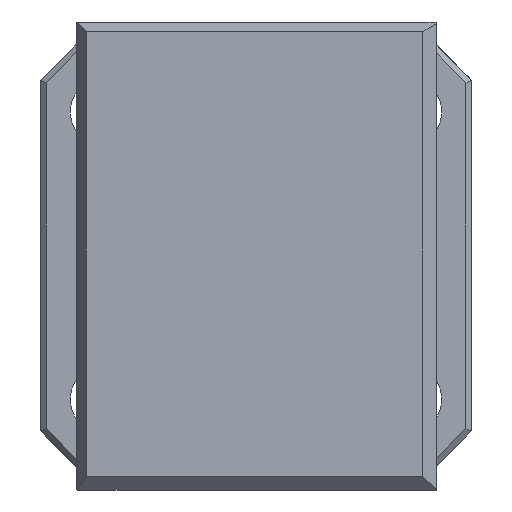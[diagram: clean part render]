
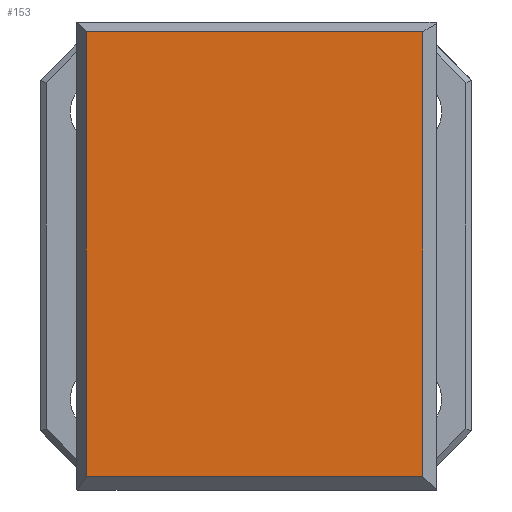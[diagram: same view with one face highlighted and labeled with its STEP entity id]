
A CAD part, left-side view. The second image highlights one B-rep face of the part: STEP entity #153.
In plain terms, the highlighted planar face has unit normal (-1, 0, 0).
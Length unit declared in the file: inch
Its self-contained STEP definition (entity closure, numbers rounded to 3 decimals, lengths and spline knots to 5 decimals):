
#23 = LINE ( 'NONE', #831, #1467 ) ;
#59 = VERTEX_POINT ( 'NONE', #417 ) ;
#153 = ADVANCED_FACE ( 'NONE', ( #1222 ), #687, .T. ) ;
#177 = DIRECTION ( 'NONE',  ( 0., 1., 0. ) ) ;
#197 = AXIS2_PLACEMENT_3D ( 'NONE', #918, #787, #826 ) ;
#261 = ORIENTED_EDGE ( 'NONE', *, *, #1364, .T. ) ;
#346 = ORIENTED_EDGE ( 'NONE', *, *, #1074, .T. ) ;
#417 = CARTESIAN_POINT ( 'NONE',  ( -1.01, -0.29, -0.384 ) ) ;
#431 = DIRECTION ( 'NONE',  ( 0., 0., 1. ) ) ;
#451 = VERTEX_POINT ( 'NONE', #792 ) ;
#533 = DIRECTION ( 'NONE',  ( 0., -1., 0. ) ) ;
#638 = LINE ( 'NONE', #783, #685 ) ;
#685 = VECTOR ( 'NONE', #431, 39.37008 ) ;
#687 = PLANE ( 'NONE',  #197 ) ;
#731 = VERTEX_POINT ( 'NONE', #828 ) ;
#783 = CARTESIAN_POINT ( 'NONE',  ( -1.01, -0.29, 0. ) ) ;
#787 = DIRECTION ( 'NONE',  ( -1., 0., 0. ) ) ;
#792 = CARTESIAN_POINT ( 'NONE',  ( -1.01, -0.29, 0.38951 ) ) ;
#826 = DIRECTION ( 'NONE',  ( 0., 0., 1. ) ) ;
#828 = CARTESIAN_POINT ( 'NONE',  ( -1.01, 0.29511, -0.384 ) ) ;
#831 = CARTESIAN_POINT ( 'NONE',  ( -1.01, 0.29511, -0.414 ) ) ;
#845 = DIRECTION ( 'NONE',  ( 0., 0., -1. ) ) ;
#890 = CARTESIAN_POINT ( 'NONE',  ( -1.01, 0.32, 0.38951 ) ) ;
#918 = CARTESIAN_POINT ( 'NONE',  ( -1.01, 0., 0. ) ) ;
#1068 = ORIENTED_EDGE ( 'NONE', *, *, #1225, .T. ) ;
#1074 = EDGE_CURVE ( 'NONE', #451, #1453, #1377, .T. ) ;
#1222 = FACE_OUTER_BOUND ( 'NONE', #1452, .T. ) ;
#1225 = EDGE_CURVE ( 'NONE', #1453, #731, #23, .T. ) ;
#1270 = ORIENTED_EDGE ( 'NONE', *, *, #1418, .T. ) ;
#1321 = CARTESIAN_POINT ( 'NONE',  ( -1.01, 0., -0.384 ) ) ;
#1341 = VECTOR ( 'NONE', #177, 39.37008 ) ;
#1364 = EDGE_CURVE ( 'NONE', #731, #59, #1412, .T. ) ;
#1377 = LINE ( 'NONE', #890, #1341 ) ;
#1412 = LINE ( 'NONE', #1321, #1546 ) ;
#1418 = EDGE_CURVE ( 'NONE', #59, #451, #638, .T. ) ;
#1452 = EDGE_LOOP ( 'NONE', ( #261, #1270, #346, #1068 ) ) ;
#1453 = VERTEX_POINT ( 'NONE', #1463 ) ;
#1463 = CARTESIAN_POINT ( 'NONE',  ( -1.01, 0.29511, 0.38951 ) ) ;
#1467 = VECTOR ( 'NONE', #845, 39.37008 ) ;
#1546 = VECTOR ( 'NONE', #533, 39.37008 ) ;
